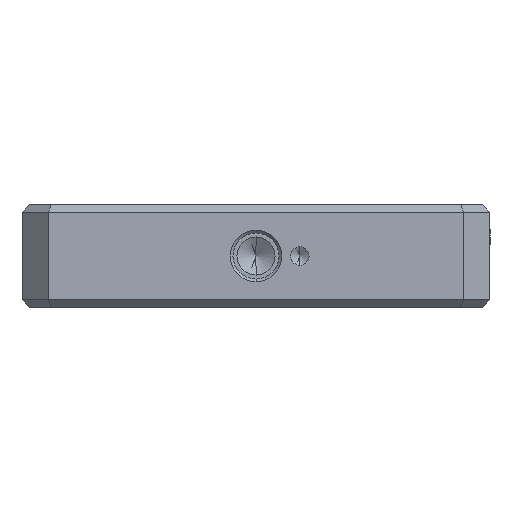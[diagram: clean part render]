
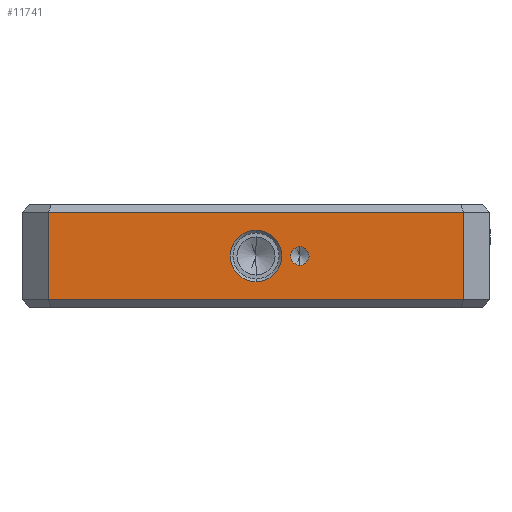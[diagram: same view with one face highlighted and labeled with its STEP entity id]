
A CAD part, front view. The second image highlights one B-rep face of the part: STEP entity #11741.
In plain terms, the highlighted planar face has unit normal (0, -1, 0).
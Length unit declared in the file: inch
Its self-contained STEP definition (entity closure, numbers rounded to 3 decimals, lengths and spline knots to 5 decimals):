
#957 = VERTEX_POINT ( 'NONE', #2632 ) ;
#1195 = VECTOR ( 'NONE', #5947, 39.37008 ) ;
#1367 = CARTESIAN_POINT ( 'NONE',  ( -0.8, -0.8, 0.175 ) ) ;
#1727 = EDGE_LOOP ( 'NONE', ( #9466, #5483 ) ) ;
#1834 = VERTEX_POINT ( 'NONE', #21516 ) ;
#2115 = LINE ( 'NONE', #21692, #7206 ) ;
#2156 = LINE ( 'NONE', #16207, #1195 ) ;
#2259 = CARTESIAN_POINT ( 'NONE',  ( -0.71, -0.8, 0.15 ) ) ;
#2443 = EDGE_CURVE ( 'NONE', #9564, #8573, #8671, .T. ) ;
#2506 = DIRECTION ( 'NONE',  ( 0., 1., 0. ) ) ;
#2632 = CARTESIAN_POINT ( 'NONE',  ( 0.71, -0.8, 0.15 ) ) ;
#3187 = VECTOR ( 'NONE', #12393, 39.37008 ) ;
#3305 = ORIENTED_EDGE ( 'NONE', *, *, #20375, .T. ) ;
#3815 = AXIS2_PLACEMENT_3D ( 'NONE', #1367, #23708, #25651 ) ;
#4453 = AXIS2_PLACEMENT_3D ( 'NONE', #19044, #2506, #21117 ) ;
#5217 = EDGE_CURVE ( 'NONE', #1834, #957, #7586, .T. ) ;
#5483 = ORIENTED_EDGE ( 'NONE', *, *, #2443, .F. ) ;
#5840 = EDGE_CURVE ( 'NONE', #13860, #6603, #2156, .T. ) ;
#5947 = DIRECTION ( 'NONE',  ( 0., 0., -1. ) ) ;
#6176 = DIRECTION ( 'NONE',  ( 0., -1., 0. ) ) ;
#6603 = VERTEX_POINT ( 'NONE', #23720 ) ;
#6814 = EDGE_LOOP ( 'NONE', ( #21087, #10280 ) ) ;
#7206 = VECTOR ( 'NONE', #13571, 39.37008 ) ;
#7360 = ORIENTED_EDGE ( 'NONE', *, *, #13526, .T. ) ;
#7571 = DIRECTION ( 'NONE',  ( -1., 0., 0. ) ) ;
#7579 = CARTESIAN_POINT ( 'NONE',  ( 0., -0.8, 0.08874 ) ) ;
#7586 = LINE ( 'NONE', #24600, #3187 ) ;
#7675 = FACE_BOUND ( 'NONE', #1727, .T. ) ;
#8298 = CARTESIAN_POINT ( 'NONE',  ( 0.15, -0.8, 0. ) ) ;
#8573 = VERTEX_POINT ( 'NONE', #10488 ) ;
#8671 = CIRCLE ( 'NONE', #15933, 0.03125 ) ;
#9285 = CARTESIAN_POINT ( 'NONE',  ( 0.15, -0.8, 0.03125 ) ) ;
#9466 = ORIENTED_EDGE ( 'NONE', *, *, #17484, .F. ) ;
#9555 = PLANE ( 'NONE',  #3815 ) ;
#9564 = VERTEX_POINT ( 'NONE', #9285 ) ;
#10280 = ORIENTED_EDGE ( 'NONE', *, *, #16867, .T. ) ;
#10488 = CARTESIAN_POINT ( 'NONE',  ( 0.15, -0.8, -0.03125 ) ) ;
#11741 = ADVANCED_FACE ( 'NONE', ( #7675, #16313, #12147 ), #9555, .F. ) ;
#12077 = ORIENTED_EDGE ( 'NONE', *, *, #5840, .T. ) ;
#12147 = FACE_OUTER_BOUND ( 'NONE', #15675, .T. ) ;
#12393 = DIRECTION ( 'NONE',  ( 0., 0., 1. ) ) ;
#12461 = DIRECTION ( 'NONE',  ( 0., 0., -1. ) ) ;
#12491 = CARTESIAN_POINT ( 'NONE',  ( 0., -0.8, -0.08874 ) ) ;
#12978 = EDGE_CURVE ( 'NONE', #16266, #14684, #19635, .T. ) ;
#13526 = EDGE_CURVE ( 'NONE', #957, #13860, #25004, .T. ) ;
#13571 = DIRECTION ( 'NONE',  ( 1., 0., 0. ) ) ;
#13860 = VERTEX_POINT ( 'NONE', #2259 ) ;
#14684 = VERTEX_POINT ( 'NONE', #7579 ) ;
#15576 = AXIS2_PLACEMENT_3D ( 'NONE', #20532, #6176, #20629 ) ;
#15675 = EDGE_LOOP ( 'NONE', ( #12077, #3305, #16884, #7360 ) ) ;
#15758 = CARTESIAN_POINT ( 'NONE',  ( 0., -0.8, 0. ) ) ;
#15933 = AXIS2_PLACEMENT_3D ( 'NONE', #8298, #16396, #12461 ) ;
#16207 = CARTESIAN_POINT ( 'NONE',  ( -0.71, -0.8, 0.175 ) ) ;
#16266 = VERTEX_POINT ( 'NONE', #12491 ) ;
#16313 = FACE_BOUND ( 'NONE', #6814, .T. ) ;
#16396 = DIRECTION ( 'NONE',  ( 0., -1., 0. ) ) ;
#16867 = EDGE_CURVE ( 'NONE', #14684, #16266, #23723, .T. ) ;
#16884 = ORIENTED_EDGE ( 'NONE', *, *, #5217, .T. ) ;
#17484 = EDGE_CURVE ( 'NONE', #8573, #9564, #25096, .T. ) ;
#19044 = CARTESIAN_POINT ( 'NONE',  ( 0., -0.8, 0. ) ) ;
#19258 = VECTOR ( 'NONE', #7571, 39.37008 ) ;
#19635 = CIRCLE ( 'NONE', #21599, 0.08874 ) ;
#20375 = EDGE_CURVE ( 'NONE', #6603, #1834, #2115, .T. ) ;
#20532 = CARTESIAN_POINT ( 'NONE',  ( 0.15, -0.8, 0. ) ) ;
#20629 = DIRECTION ( 'NONE',  ( 0., 0., -1. ) ) ;
#21087 = ORIENTED_EDGE ( 'NONE', *, *, #12978, .T. ) ;
#21117 = DIRECTION ( 'NONE',  ( 0., 0., 1. ) ) ;
#21516 = CARTESIAN_POINT ( 'NONE',  ( 0.71, -0.8, -0.15 ) ) ;
#21599 = AXIS2_PLACEMENT_3D ( 'NONE', #15758, #25687, #21698 ) ;
#21692 = CARTESIAN_POINT ( 'NONE',  ( -0.8, -0.8, -0.15 ) ) ;
#21698 = DIRECTION ( 'NONE',  ( 0., 0., 1. ) ) ;
#21827 = CARTESIAN_POINT ( 'NONE',  ( -0.71, -0.8, 0.15 ) ) ;
#23708 = DIRECTION ( 'NONE',  ( 0., 1., 0. ) ) ;
#23720 = CARTESIAN_POINT ( 'NONE',  ( -0.71, -0.8, -0.15 ) ) ;
#23723 = CIRCLE ( 'NONE', #4453, 0.08874 ) ;
#24600 = CARTESIAN_POINT ( 'NONE',  ( 0.71, -0.8, 0.175 ) ) ;
#25004 = LINE ( 'NONE', #21827, #19258 ) ;
#25096 = CIRCLE ( 'NONE', #15576, 0.03125 ) ;
#25651 = DIRECTION ( 'NONE',  ( 0., 0., 1. ) ) ;
#25687 = DIRECTION ( 'NONE',  ( 0., 1., 0. ) ) ;
